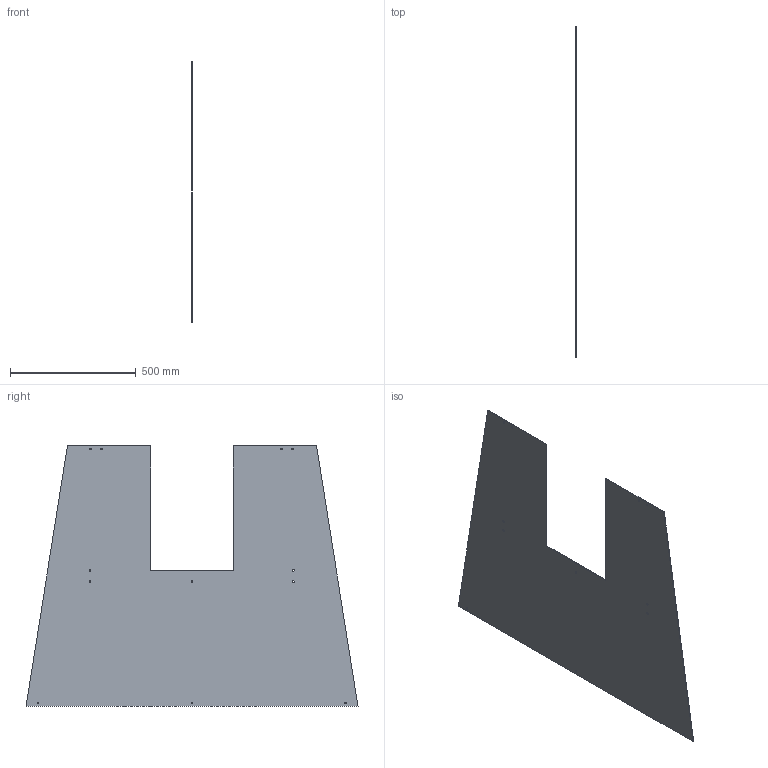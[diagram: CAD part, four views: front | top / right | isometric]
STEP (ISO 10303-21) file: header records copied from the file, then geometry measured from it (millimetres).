
FILE_DESCRIPTION(/* description */ (''),/* implementation_level */ '2;1');
FILE_NAME(/* name */ 'GE-17098_14.stp',/* time_stamp */ '2017-01-08T13:35:32-05:00',/* author */ ('jeff1'),/* organization */ (''),/* preprocessor_version */ 'ST-DEVELOPER v16.5',/* originating_system */ 'Autodesk Inventor 2017',/* authorisation */ '');
FILE_SCHEMA (('AUTOMOTIVE_DESIGN { 1 0 10303 214 3 1 1 }'));
Length unit declared in the file: inch
Products named in the file (1): GE-17098_14
Bounding box: 3.17 x 1320.8 x 1035.05 mm (x, y, z)
Volume: 3277337.3 mm3; surface area: 2082409.6 mm2
Topology: 1 solids, 1 shells, 22 faces, 60 edges, 40 vertices
Faces by surface type: cylinder 12, plane 10
Full cylindrical faces by diameter (mm): 6.731 x12
Entity records: 728 total; most frequent: DIRECTION 118, CARTESIAN_POINT 111, ORIENTED_EDGE 96, EDGE_LOOP 58, EDGE_CURVE 48, AXIS2_PLACEMENT_3D 47, VERTEX_POINT 40, FACE_BOUND 36
